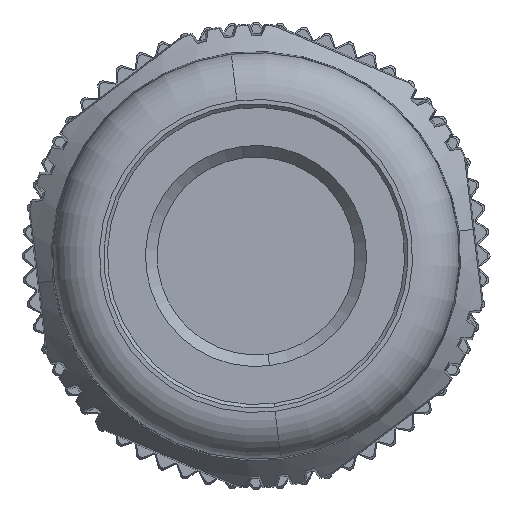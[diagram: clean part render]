
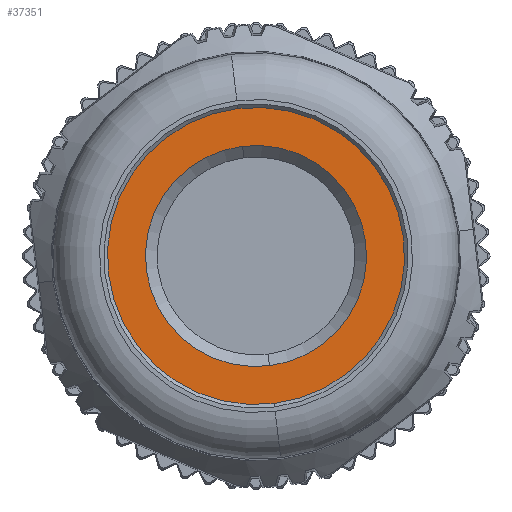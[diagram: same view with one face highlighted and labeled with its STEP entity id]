
A CAD part, front view. The second image highlights one B-rep face of the part: STEP entity #37351.
In plain terms, the highlighted planar face has unit normal (0, -1, 0).
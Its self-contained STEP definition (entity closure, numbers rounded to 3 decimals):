
#14578=CARTESIAN_POINT('',(0.,-50.994,0.));
#14579=DIRECTION('',(0.,1.,0.));
#14580=DIRECTION('',(0.122,0.,-0.993));
#14581=AXIS2_PLACEMENT_3D('',#14578,#14579,#14580);
#14583=CARTESIAN_POINT('',(0.,-50.994,
0.));
#14584=DIRECTION('',(0.,1.,0.));
#14585=DIRECTION('',(-0.122,0.,0.993));
#14586=AXIS2_PLACEMENT_3D('',#14583,#14584,#14585);
#14588=CARTESIAN_POINT('',(0.,-50.994,0.));
#14589=DIRECTION('',(0.,-1.,0.));
#14590=DIRECTION('',(-0.122,0.,0.993));
#14591=AXIS2_PLACEMENT_3D('',#14588,#14589,#14590);
#14593=CARTESIAN_POINT('',(0.,-50.994,0.));
#14594=DIRECTION('',(0.,-1.,0.));
#14595=DIRECTION('',(0.122,0.,-0.993));
#14596=AXIS2_PLACEMENT_3D('',#14593,#14594,#14595);
#17467=CARTESIAN_POINT('',(-0.774,-50.994,
6.303));
#17468=VERTEX_POINT('',#17467);
#17469=CARTESIAN_POINT('',(0.774,-50.994,
-6.303));
#17470=VERTEX_POINT('',#17469);
#17471=CARTESIAN_POINT('',(-0.576,-50.994,
4.69));
#17472=CARTESIAN_POINT('',(0.576,-50.994,
-4.69));
#17473=VERTEX_POINT('',#17471);
#17474=VERTEX_POINT('',#17472);
#37336=CARTESIAN_POINT('',(0.,-50.994,0.));
#37337=DIRECTION('',(0.,-1.,0.));
#37338=DIRECTION('',(0.122,0.,-0.993));
#37339=AXIS2_PLACEMENT_3D('',#37336,#37337,#37338);
#37340=PLANE('',#37339);
#37341=ORIENTED_EDGE('',*,*,#37316,.T.);
#37342=ORIENTED_EDGE('',*,*,#37330,.T.);
#37343=EDGE_LOOP('',(#37341,#37342));
#37344=FACE_OUTER_BOUND('',#37343,.F.);
#37346=ORIENTED_EDGE('',*,*,#37345,.T.);
#37348=ORIENTED_EDGE('',*,*,#37347,.T.);
#37349=EDGE_LOOP('',(#37346,#37348));
#37350=FACE_BOUND('',#37349,.F.);
#37351=ADVANCED_FACE('',(#37344,#37350),#37340,.T.);
#14582=CIRCLE('',#14581,6.35);
#14587=CIRCLE('',#14586,6.35);
#14592=CIRCLE('',#14591,4.725);
#14597=CIRCLE('',#14596,4.725);
#37316=EDGE_CURVE('',#17470,#17468,#14582,.T.);
#37330=EDGE_CURVE('',#17468,#17470,#14587,.T.);
#37345=EDGE_CURVE('',#17473,#17474,#14592,.T.);
#37347=EDGE_CURVE('',#17474,#17473,#14597,.T.);
